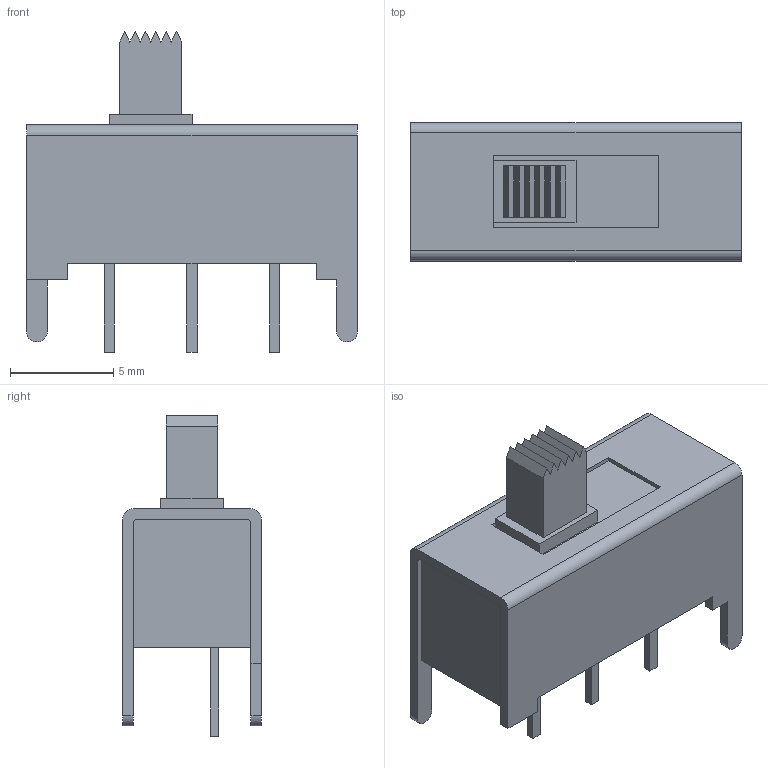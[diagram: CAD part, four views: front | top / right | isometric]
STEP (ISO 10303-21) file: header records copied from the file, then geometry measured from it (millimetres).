
FILE_DESCRIPTION((''),'2;1');
FILE_NAME('C-1825255-1','2014-07-02T',('workeradm'),('Tyco Electronics Ltd.'),'PRO/ENGINEER BY PARAMETRIC TECHNOLOGY CORPORATION, 2013050','PRO/ENGINEER BY PARAMETRIC TECHNOLOGY CORPORATION, 2013050','');
FILE_SCHEMA(('AUTOMOTIVE_DESIGN { 1 0 10303 214 1 1 1 1 }'));
Length unit declared in the file: millimetre
Products named in the file (1): C-1825255-1
Bounding box: 16 x 6.7 x 15.5 mm (x, y, z)
Volume: 737.4 mm3; surface area: 636.8 mm2
Topology: 1 solids, 1 shells, 74 faces, 199 edges, 132 vertices
Faces by surface type: plane 66, cylinder 8
Entity records: 2459 total; most frequent: CARTESIAN_POINT 407, ORIENTED_EDGE 398, DIRECTION 363, EDGE_CURVE 199, VECTOR 183, LINE 183, VERTEX_POINT 132, COLOUR_RGB 126
